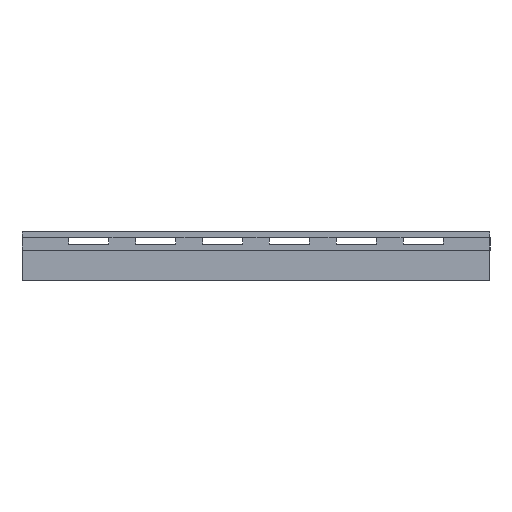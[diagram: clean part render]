
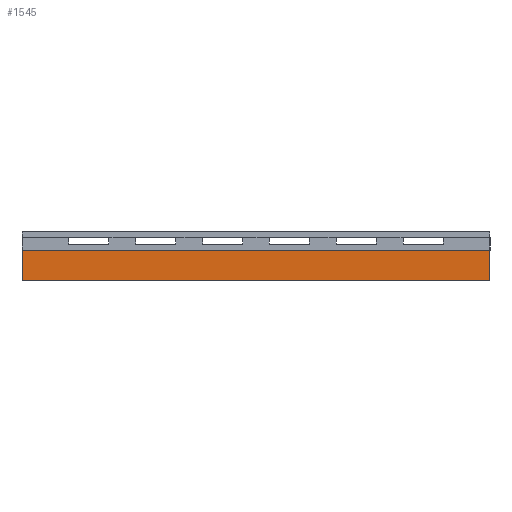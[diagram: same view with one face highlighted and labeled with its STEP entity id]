
A CAD part, left-side view. The second image highlights one B-rep face of the part: STEP entity #1545.
In plain terms, the highlighted planar face has unit normal (-1, 0, 0).
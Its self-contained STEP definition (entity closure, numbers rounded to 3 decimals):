
#37=ORIENTED_EDGE('',*,*,#368,.F.);
#38=ORIENTED_EDGE('',*,*,#369,.T.);
#39=ORIENTED_EDGE('',*,*,#361,.T.);
#40=ORIENTED_EDGE('',*,*,#370,.T.);
#361=EDGE_CURVE('',#527,#528,#627,.T.);
#368=EDGE_CURVE('',#533,#534,#634,.T.);
#369=EDGE_CURVE('',#533,#527,#635,.T.);
#370=EDGE_CURVE('',#528,#534,#636,.T.);
#527=VERTEX_POINT('',#1956);
#528=VERTEX_POINT('',#1957);
#533=VERTEX_POINT('',#1971);
#534=VERTEX_POINT('',#1972);
#627=LINE('',#1955,#793);
#634=LINE('',#1970,#800);
#635=LINE('',#1973,#801);
#636=LINE('',#1974,#802);
#793=VECTOR('',#1672,1000.);
#800=VECTOR('',#1683,1000.);
#801=VECTOR('',#1684,1000.);
#802=VECTOR('',#1685,1000.);
#958=EDGE_LOOP('',(#37,#38,#39,#40));
#1014=FACE_BOUND('',#958,.T.);
#1070=PLANE('',#1608);
#1545=ADVANCED_FACE('',(#1014),#1070,.T.);
#1608=AXIS2_PLACEMENT_3D('',#1969,#1681,#1682);
#1672=DIRECTION('',(0.,0.,-1.));
#1681=DIRECTION('',(-1.,0.,0.));
#1682=DIRECTION('',(0.,0.,1.));
#1683=DIRECTION('',(0.,0.,-1.));
#1684=DIRECTION('',(0.,1.,0.));
#1685=DIRECTION('',(0.,-1.,0.));
#1955=CARTESIAN_POINT('',(-50.,1.75,0.095));
#1956=CARTESIAN_POINT('',(-50.,1.75,0.));
#1957=CARTESIAN_POINT('',(-50.,1.75,-0.225));
#1969=CARTESIAN_POINT('',(-50.,-1.75,0.095));
#1970=CARTESIAN_POINT('',(-50.,-1.75,0.095));
#1971=CARTESIAN_POINT('',(-50.,-1.75,0.));
#1972=CARTESIAN_POINT('',(-50.,-1.75,-0.225));
#1973=CARTESIAN_POINT('',(-50.,1.75,0.));
#1974=CARTESIAN_POINT('',(-50.,1.75,-0.225));
